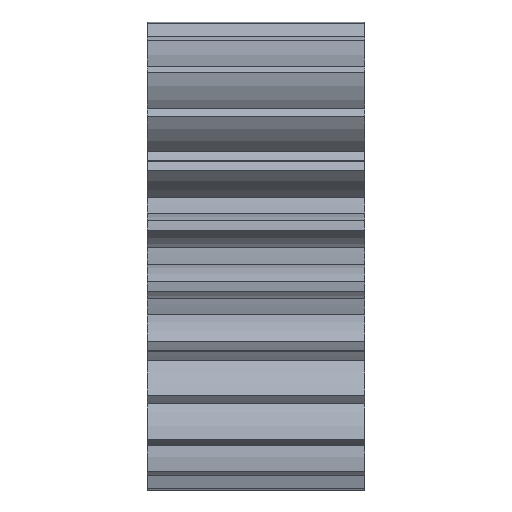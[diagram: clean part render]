
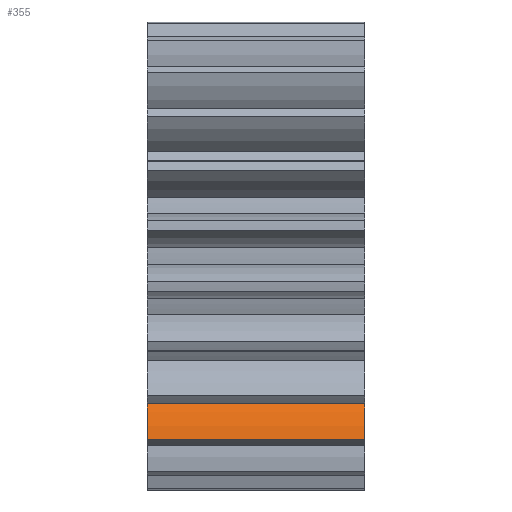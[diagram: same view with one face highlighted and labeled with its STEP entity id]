
A CAD part, front view. The second image highlights one B-rep face of the part: STEP entity #355.
In plain terms, the highlighted cylindrical face has radius 5.08 mm (diameter 10.16 mm), a partial arc.
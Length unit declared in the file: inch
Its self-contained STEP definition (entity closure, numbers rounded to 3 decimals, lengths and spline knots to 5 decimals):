
#42 = FACE_OUTER_BOUND ( 'NONE', #2591, .T. ) ;
#49 = ORIENTED_EDGE ( 'NONE', *, *, #1784, .T. ) ;
#355 = ADVANCED_FACE ( 'NONE', ( #42 ), #1320, .T. ) ;
#424 = VERTEX_POINT ( 'NONE', #2272 ) ;
#575 = LINE ( 'NONE', #2630, #605 ) ;
#605 = VECTOR ( 'NONE', #3391, 39.37008 ) ;
#686 = DIRECTION ( 'NONE',  ( -1., 0., 0. ) ) ;
#801 = VERTEX_POINT ( 'NONE', #2989 ) ;
#1136 = CARTESIAN_POINT ( 'NONE',  ( 0., -0.33866, -0.42275 ) ) ;
#1137 = DIRECTION ( 'NONE',  ( 1., 0., 0. ) ) ;
#1320 = CYLINDRICAL_SURFACE ( 'NONE', #3231, 0.2 ) ;
#1389 = CARTESIAN_POINT ( 'NONE',  ( 0.5, -0.14031, -0.44841 ) ) ;
#1606 = EDGE_CURVE ( 'NONE', #1989, #424, #3462, .T. ) ;
#1659 = AXIS2_PLACEMENT_3D ( 'NONE', #2320, #1137, #2587 ) ;
#1706 = ORIENTED_EDGE ( 'NONE', *, *, #1606, .T. ) ;
#1784 = EDGE_CURVE ( 'NONE', #424, #1922, #2334, .T. ) ;
#1855 = CARTESIAN_POINT ( 'NONE',  ( 0.5, -0.14031, -0.44841 ) ) ;
#1922 = VERTEX_POINT ( 'NONE', #1136 ) ;
#1934 = ORIENTED_EDGE ( 'NONE', *, *, #2874, .T. ) ;
#1989 = VERTEX_POINT ( 'NONE', #2306 ) ;
#2027 = CIRCLE ( 'NONE', #2999, 0.2 ) ;
#2272 = CARTESIAN_POINT ( 'NONE',  ( 0., -0.30209, -0.33082 ) ) ;
#2306 = CARTESIAN_POINT ( 'NONE',  ( 0.5, -0.30209, -0.33082 ) ) ;
#2320 = CARTESIAN_POINT ( 'NONE',  ( 0., -0.14031, -0.44841 ) ) ;
#2321 = VECTOR ( 'NONE', #3331, 39.37008 ) ;
#2334 = CIRCLE ( 'NONE', #1659, 0.2 ) ;
#2587 = DIRECTION ( 'NONE',  ( 0., 0., -1. ) ) ;
#2591 = EDGE_LOOP ( 'NONE', ( #1934, #3126, #1706, #49 ) ) ;
#2609 = DIRECTION ( 'NONE',  ( 0., -0.707, 0.707 ) ) ;
#2630 = CARTESIAN_POINT ( 'NONE',  ( 0.25, -0.33866, -0.42275 ) ) ;
#2757 = CARTESIAN_POINT ( 'NONE',  ( 0.5, -0.30209, -0.33082 ) ) ;
#2874 = EDGE_CURVE ( 'NONE', #1922, #801, #575, .T. ) ;
#2989 = CARTESIAN_POINT ( 'NONE',  ( 0.5, -0.33866, -0.42275 ) ) ;
#2999 = AXIS2_PLACEMENT_3D ( 'NONE', #1389, #3078, #2609 ) ;
#3029 = DIRECTION ( 'NONE',  ( 0., 0., 1. ) ) ;
#3078 = DIRECTION ( 'NONE',  ( -1., 0., 0. ) ) ;
#3126 = ORIENTED_EDGE ( 'NONE', *, *, #3159, .T. ) ;
#3159 = EDGE_CURVE ( 'NONE', #801, #1989, #2027, .T. ) ;
#3231 = AXIS2_PLACEMENT_3D ( 'NONE', #1855, #686, #3029 ) ;
#3331 = DIRECTION ( 'NONE',  ( -1., 0., 0. ) ) ;
#3391 = DIRECTION ( 'NONE',  ( 1., 0., 0. ) ) ;
#3462 = LINE ( 'NONE', #2757, #2321 ) ;
